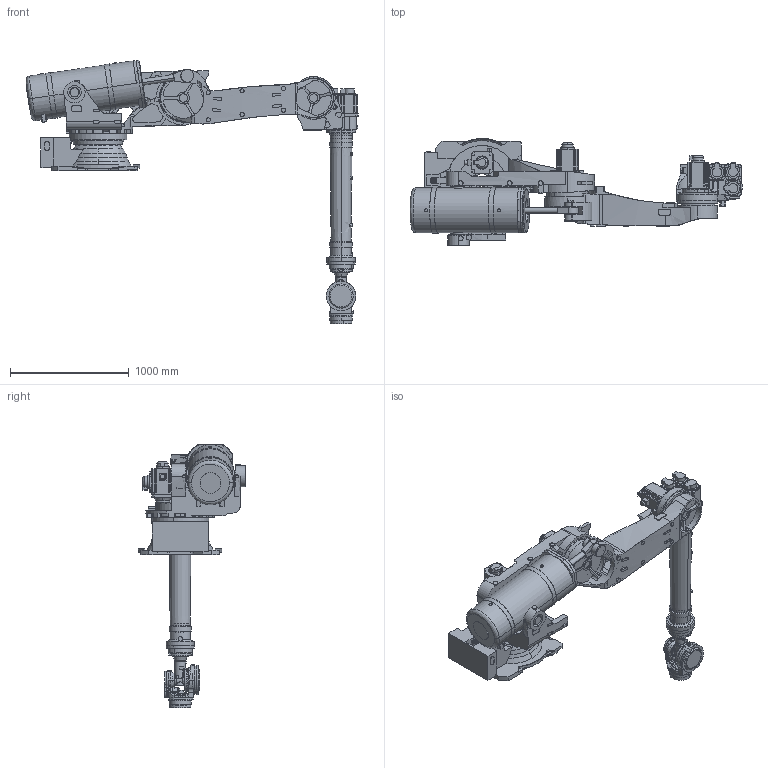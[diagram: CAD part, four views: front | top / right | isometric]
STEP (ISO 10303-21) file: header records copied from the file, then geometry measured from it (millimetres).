
FILE_DESCRIPTION (( 'STEP AP214' ), '1' );
FILE_NAME ('HH100SL.STEP', '2018-06-12T04:52:32', ( 'Windows 餌辨濠' ), ( 'HRDG' ), 'SwSTEP 2.0', 'SolidWorks 2017', '' );
FILE_SCHEMA (( 'AUTOMOTIVE_DESIGN' ));
Length unit declared in the file: millimetre
Products named in the file (38): HH100SL; HS200S-A2-093-20080724_151209_ル遽; HH100SL_A1W1; HA200S-A2-026-02_151209_晦獄 撲薑; HH100SL_B OUTPUT; HS200S-A2-025_151209_晦獄 撲薑; HH100SL_B REDUCER; HH100SL_BS ROD; HH100SL_R1 REDUCER; HA200S-A2-024-01_151209_晦獄 撲薑; HH100SL_WRIST COVER; HA200S-A2-023-01_151209_晦獄 撲薑; HH100SL_WRIST CAP; HH100SL_H OUTPUT; HH100SL_WRIST HOLDER; HH100SL_BS JOINT FIXER; HH100SL_R1 OUTPUT; HH100SL_A2 ARM; HH100SL_MI; HH100SL_S1 OUTPUT; HH100SL_R2 OUTPUT; HH100SL_H REDUCER; HH100SL_WRIST BODY; HH100SL_S H V MOTOR; HH100SL_V OUTPUT; HH100SL_LOWER FRAME; HH100SL_V REDUCER; HH100SL_S REDUCER; HH100SL_A1 FRAME; HH100SL_BASE ASSY; HH100SL_R2 REDUCER; HH100SL_STOPPER; HH100SL_A1 PIPE; HH100SL_STOPPER PIN; HH100SL_MOTOR; HH100SL_BASE BODY; HH100SL_S1A2; HH100SL_BS TUBE
Assembly tree (42 placements, depth 4):
  HH100SL
    HH100SL_S1A2
      HH100SL_BASE ASSY
        HH100SL_BASE BODY
        HH100SL_STOPPER PIN
        HH100SL_STOPPER
      HH100SL_S1 OUTPUT
        HH100SL_S REDUCER
        HH100SL_LOWER FRAME
        HH100SL_S H V MOTOR  x2
        HH100SL_H REDUCER
      HH100SL_H OUTPUT
        HH100SL_A2 ARM
        HH100SL_BS JOINT FIXER
      HH100SL_BS ROD
        HA200S-A2-023-01_151209_晦獄 撲薑
        HA200S-A2-024-01_151209_晦獄 撲薑
      HH100SL_BS TUBE
        HS200S-A2-025_151209_晦獄 撲薑
        HA200S-A2-026-02_151209_晦獄 撲薑
        HS200S-A2-093-20080724_151209_ル遽  x2
    HH100SL_A1W1
      HH100SL_V OUTPUT
        HH100SL_S H V MOTOR
        HH100SL_MOTOR  x3
        HH100SL_A1 PIPE
        HH100SL_R2 REDUCER
        HH100SL_A1 FRAME
        HH100SL_V REDUCER
      HH100SL_R2 OUTPUT
        HH100SL_WRIST BODY
      HH100SL_R1 OUTPUT
        HH100SL_MI
      HH100SL_B OUTPUT
        HH100SL_WRIST HOLDER
        HH100SL_WRIST CAP
        HH100SL_WRIST COVER
        HH100SL_R1 REDUCER
        HH100SL_B REDUCER
Bounding box: 2800.73 x 903 x 2225.23 mm (x, y, z)
Volume: 349664838.7 mm3; surface area: 17197678.9 mm2
Topology: 32 solids, 36 shells, 3157 faces, 8255 edges, 5426 vertices
Faces by surface type: cylinder 1498, plane 1452, bspline 117, cone 90
Entity records: 106700 total; most frequent: CARTESIAN_POINT 35570, DIRECTION 14998, ORIENTED_EDGE 14552, EDGE_CURVE 7276, AXIS2_PLACEMENT_3D 5668, VERTEX_POINT 4786, LINE 3662, VECTOR 3662
